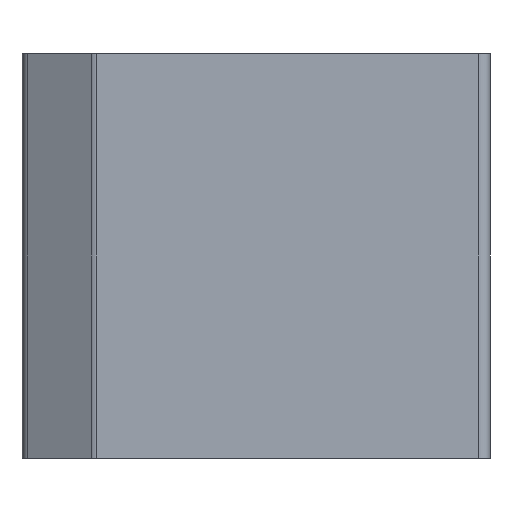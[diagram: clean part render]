
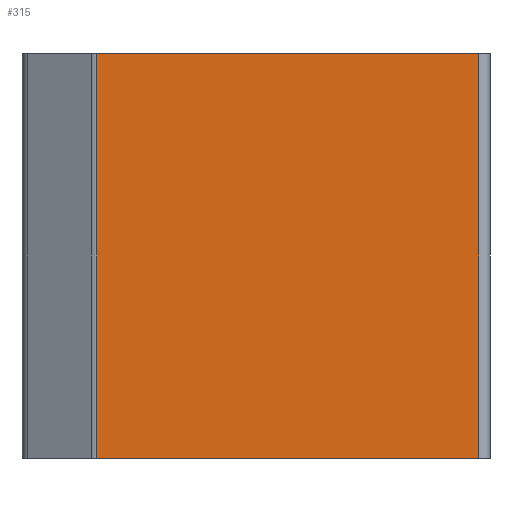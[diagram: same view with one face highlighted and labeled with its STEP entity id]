
A CAD part, front view. The second image highlights one B-rep face of the part: STEP entity #315.
In plain terms, the highlighted planar face has unit normal (0, -1, 0).
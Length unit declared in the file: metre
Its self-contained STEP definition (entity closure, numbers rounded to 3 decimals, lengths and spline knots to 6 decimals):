
#39=ORIENTED_EDGE('',*,*,#128,.F.);
#40=ORIENTED_EDGE('',*,*,#129,.T.);
#41=ORIENTED_EDGE('',*,*,#130,.T.);
#42=ORIENTED_EDGE('',*,*,#131,.T.);
#128=EDGE_CURVE('',#172,#173,#203,.T.);
#129=EDGE_CURVE('',#172,#174,#204,.T.);
#130=EDGE_CURVE('',#174,#175,#205,.T.);
#131=EDGE_CURVE('',#175,#173,#206,.F.);
#172=VERTEX_POINT('',#487);
#173=VERTEX_POINT('',#488);
#174=VERTEX_POINT('',#490);
#175=VERTEX_POINT('',#492);
#203=LINE('',#486,#238);
#204=LINE('',#489,#239);
#205=LINE('',#491,#240);
#206=LINE('',#493,#241);
#238=VECTOR('',#390,1.);
#239=VECTOR('',#391,1.);
#240=VECTOR('',#392,1.);
#241=VECTOR('',#393,1.);
#265=EDGE_LOOP('',(#39,#40,#41,#42));
#284=FACE_BOUND('',#265,.T.);
#303=PLANE('',#345);
#315=ADVANCED_FACE('',(#284),#303,.F.);
#345=AXIS2_PLACEMENT_3D('',#485,#388,#389);
#388=DIRECTION('',(0.,1.,0.));
#389=DIRECTION('',(0.,0.,1.));
#390=DIRECTION('',(1.,0.,0.));
#391=DIRECTION('',(0.,0.,-1.));
#392=DIRECTION('',(1.,0.,0.));
#393=DIRECTION('',(0.,0.,-1.));
#485=CARTESIAN_POINT('',(0.045,0.,0.06));
#486=CARTESIAN_POINT('',(0.045,0.,0.06));
#487=CARTESIAN_POINT('',(0.000447,0.,0.06));
#488=CARTESIAN_POINT('',(0.057107,0.,0.06));
#489=CARTESIAN_POINT('',(0.000447,0.,0.));
#490=CARTESIAN_POINT('',(0.000447,0.,0.));
#491=CARTESIAN_POINT('',(0.045,0.,0.));
#492=CARTESIAN_POINT('',(0.057107,0.,0.));
#493=CARTESIAN_POINT('',(0.057107,0.,0.06));
